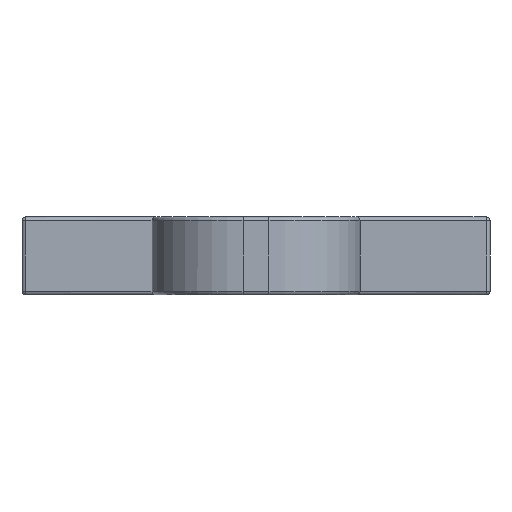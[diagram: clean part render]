
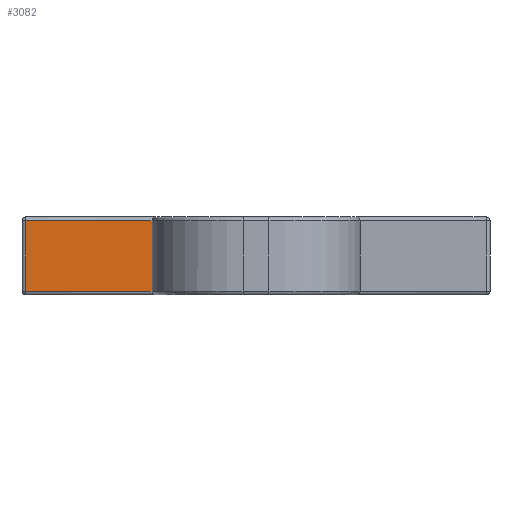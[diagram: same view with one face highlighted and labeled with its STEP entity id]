
A CAD part, left-side view. The second image highlights one B-rep face of the part: STEP entity #3082.
In plain terms, the highlighted planar face has unit normal (-1, 0, 0).
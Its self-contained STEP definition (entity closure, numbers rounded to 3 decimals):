
#140 = EDGE_CURVE ( 'NONE', #1421, #639, #1805, .T. ) ;
#258 = CARTESIAN_POINT ( 'NONE',  ( -6.175, 4., 1.35 ) ) ;
#329 = ORIENTED_EDGE ( 'NONE', *, *, #1521, .T. ) ;
#493 = EDGE_CURVE ( 'NONE', #1421, #2445, #3932, .T. ) ;
#612 = DIRECTION ( 'NONE',  ( 0., 0., -1. ) ) ;
#639 = VERTEX_POINT ( 'NONE', #2482 ) ;
#734 = LINE ( 'NONE', #1247, #1721 ) ;
#978 = VECTOR ( 'NONE', #2778, 1000. ) ;
#1068 = ORIENTED_EDGE ( 'NONE', *, *, #2490, .T. ) ;
#1106 = DIRECTION ( 'NONE',  ( 0., 0., -1. ) ) ;
#1247 = CARTESIAN_POINT ( 'NONE',  ( -6.175, 4., -1.35 ) ) ;
#1421 = VERTEX_POINT ( 'NONE', #1510 ) ;
#1496 = CARTESIAN_POINT ( 'NONE',  ( -6.175, 4., -1.35 ) ) ;
#1510 = CARTESIAN_POINT ( 'NONE',  ( -6.175, 4., 1.35 ) ) ;
#1521 = EDGE_CURVE ( 'NONE', #3168, #2445, #734, .T. ) ;
#1669 = LINE ( 'NONE', #2134, #1713 ) ;
#1713 = VECTOR ( 'NONE', #612, 1000. ) ;
#1721 = VECTOR ( 'NONE', #3429, 1000. ) ;
#1805 = LINE ( 'NONE', #258, #978 ) ;
#2078 = FACE_OUTER_BOUND ( 'NONE', #3242, .T. ) ;
#2134 = CARTESIAN_POINT ( 'NONE',  ( -6.175, 8.85, 1.5 ) ) ;
#2142 = DIRECTION ( 'NONE',  ( 0., 1., 0. ) ) ;
#2165 = CARTESIAN_POINT ( 'NONE',  ( -6.175, 4., 1.5 ) ) ;
#2175 = AXIS2_PLACEMENT_3D ( 'NONE', #2165, #2409, #2142 ) ;
#2409 = DIRECTION ( 'NONE',  ( 1., 0., 0. ) ) ;
#2445 = VERTEX_POINT ( 'NONE', #1496 ) ;
#2482 = CARTESIAN_POINT ( 'NONE',  ( -6.175, 8.85, 1.35 ) ) ;
#2490 = EDGE_CURVE ( 'NONE', #639, #3168, #1669, .T. ) ;
#2739 = ORIENTED_EDGE ( 'NONE', *, *, #140, .T. ) ;
#2778 = DIRECTION ( 'NONE',  ( 0., 1., 0. ) ) ;
#2943 = CARTESIAN_POINT ( 'NONE',  ( -6.175, 4., 1.5 ) ) ;
#3082 = ADVANCED_FACE ( 'NONE', ( #2078 ), #3709, .F. ) ;
#3168 = VERTEX_POINT ( 'NONE', #3361 ) ;
#3242 = EDGE_LOOP ( 'NONE', ( #1068, #329, #3252, #2739 ) ) ;
#3252 = ORIENTED_EDGE ( 'NONE', *, *, #493, .F. ) ;
#3361 = CARTESIAN_POINT ( 'NONE',  ( -6.175, 8.85, -1.35 ) ) ;
#3429 = DIRECTION ( 'NONE',  ( 0., -1., 0. ) ) ;
#3547 = VECTOR ( 'NONE', #1106, 1000. ) ;
#3709 = PLANE ( 'NONE',  #2175 ) ;
#3932 = LINE ( 'NONE', #2943, #3547 ) ;
